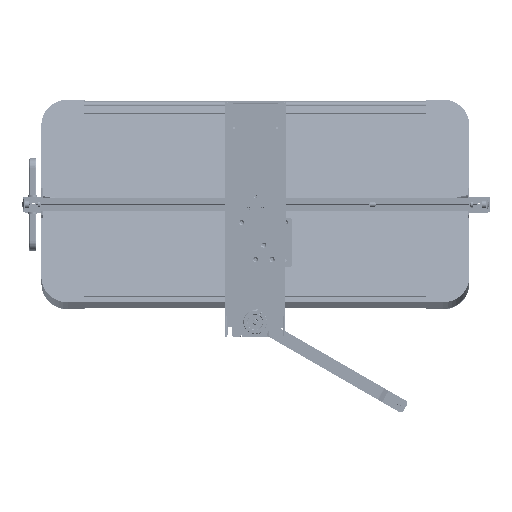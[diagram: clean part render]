
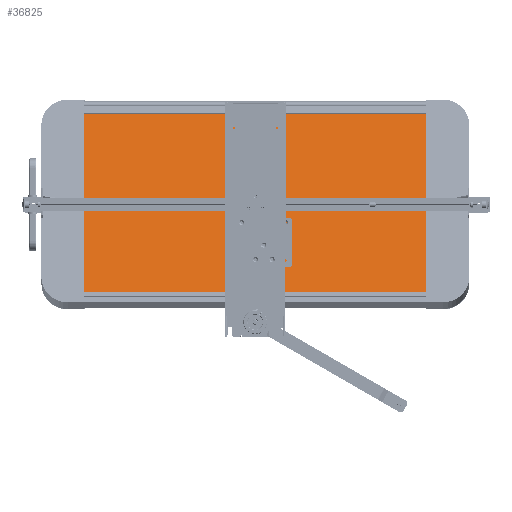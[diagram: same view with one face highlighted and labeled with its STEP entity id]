
A CAD part, front view. The second image highlights one B-rep face of the part: STEP entity #36825.
In plain terms, the highlighted face is planar.
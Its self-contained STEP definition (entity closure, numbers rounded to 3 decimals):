
#3479=FACE_OUTER_BOUND('',#5608,.T.);
#5608=EDGE_LOOP('',(#32461,#32462,#32463,#32464));
#10317=LINE('',#82910,#13712);
#10319=LINE('',#82914,#13714);
#10321=LINE('',#82918,#13716);
#10323=LINE('',#82921,#13718);
#13712=VECTOR('',#50569,300.);
#13714=VECTOR('',#50573,547.);
#13716=VECTOR('',#50577,300.);
#13718=VECTOR('',#50581,547.);
#17396=VERTEX_POINT('',#82907);
#17397=VERTEX_POINT('',#82909);
#17398=VERTEX_POINT('',#82913);
#17399=VERTEX_POINT('',#82917);
#22520=EDGE_CURVE('',#17396,#17397,#10317,.T.);
#22522=EDGE_CURVE('',#17397,#17398,#10319,.T.);
#22524=EDGE_CURVE('',#17398,#17399,#10321,.T.);
#22526=EDGE_CURVE('',#17399,#17396,#10323,.T.);
#32461=ORIENTED_EDGE('',*,*,#22520,.F.);
#32462=ORIENTED_EDGE('',*,*,#22526,.F.);
#32463=ORIENTED_EDGE('',*,*,#22524,.F.);
#32464=ORIENTED_EDGE('',*,*,#22522,.F.);
#35024=PLANE('',#41014);
#36825=ADVANCED_FACE('',(#3479),#35024,.T.);
#41014=AXIS2_PLACEMENT_3D('',#82922,#50582,#50583);
#50569=DIRECTION('',(0.,1.,0.));
#50573=DIRECTION('',(1.,0.,0.));
#50577=DIRECTION('',(0.,-1.,0.));
#50581=DIRECTION('',(-1.,0.,0.));
#50582=DIRECTION('center_axis',(0.,0.,1.));
#50583=DIRECTION('ref_axis',(1.,0.,0.));
#82907=CARTESIAN_POINT('',(-273.5,-150.,4.5));
#82909=CARTESIAN_POINT('',(-273.5,150.,4.5));
#82910=CARTESIAN_POINT('',(-273.5,-150.,4.5));
#82913=CARTESIAN_POINT('',(273.5,150.,4.5));
#82914=CARTESIAN_POINT('',(-273.5,150.,4.5));
#82917=CARTESIAN_POINT('',(273.5,-150.,4.5));
#82918=CARTESIAN_POINT('',(273.5,150.,4.5));
#82921=CARTESIAN_POINT('',(273.5,-150.,4.5));
#82922=CARTESIAN_POINT('Origin',(0.,0.,4.5));
